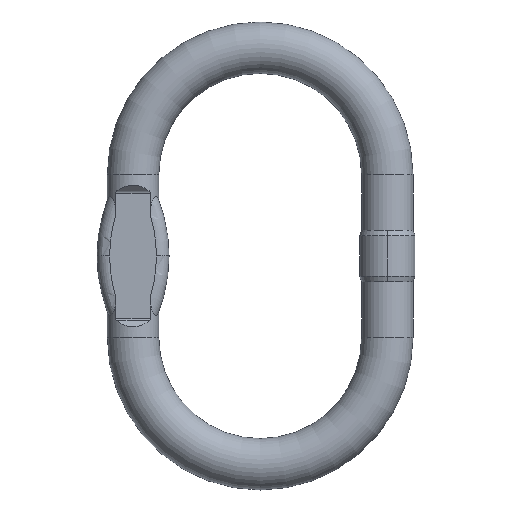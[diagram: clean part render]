
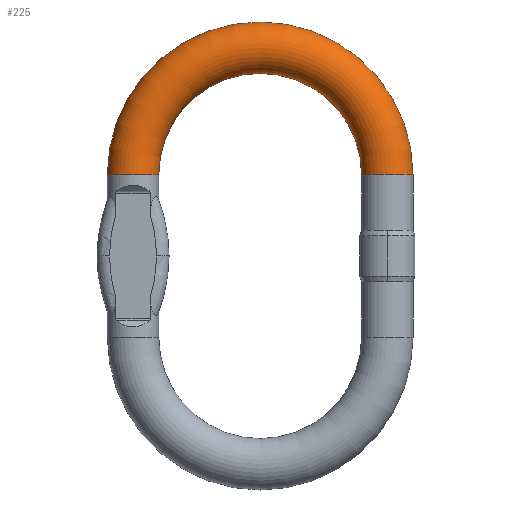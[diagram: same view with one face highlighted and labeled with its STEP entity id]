
A CAD part, top view. The second image highlights one B-rep face of the part: STEP entity #225.
In plain terms, the highlighted toroidal (fillet/blend) face has major radius 47 mm and minor radius 9.5 mm.
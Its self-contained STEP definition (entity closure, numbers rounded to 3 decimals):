
#225=ADVANCED_FACE('',(#596),#597,.T.);
#596=FACE_OUTER_BOUND('',#1104,.T.);
#597=TOROIDAL_SURFACE('',#1105,47.0,9.5);
#1104=EDGE_LOOP('',(#1874,#1875,#1876,#1877));
#1105=AXIS2_PLACEMENT_3D('',#1878,#1879,#1880);
#1874=ORIENTED_EDGE('',*,*,#3263,.T.);
#1875=ORIENTED_EDGE('',*,*,#3328,.F.);
#1876=ORIENTED_EDGE('',*,*,#3265,.T.);
#1877=ORIENTED_EDGE('',*,*,#3314,.T.);
#1878=CARTESIAN_POINT('',(0.,30.0,0.0));
#1879=DIRECTION('',(0.0,0.0,1.0));
#1880=DIRECTION('',(1.0,0.0,0.0));
#3263=EDGE_CURVE('',#3858,#3859,#3860,.T.);
#3265=EDGE_CURVE('',#3863,#3861,#3864,.T.);
#3314=EDGE_CURVE('',#3861,#3858,#3942,.T.);
#3328=EDGE_CURVE('',#3863,#3859,#3961,.T.);
#3858=VERTEX_POINT('',#4729);
#3859=VERTEX_POINT('',#4730);
#3860=CIRCLE('',#4731,56.5);
#3861=VERTEX_POINT('',#4732);
#3863=VERTEX_POINT('',#4734);
#3864=CIRCLE('',#4735,37.5);
#3942=CIRCLE('',#4879,9.5);
#3961=CIRCLE('',#4922,9.5);
#4729=CARTESIAN_POINT('',(56.5,30.0,0.));
#4730=CARTESIAN_POINT('',(-56.5,30.,0.));
#4731=AXIS2_PLACEMENT_3D('',#6644,#6645,#6646);
#4732=CARTESIAN_POINT('',(37.5,30.0,0.0));
#4734=CARTESIAN_POINT('',(-37.5,30.,0.0));
#4735=AXIS2_PLACEMENT_3D('',#6650,#6651,#6652);
#4879=AXIS2_PLACEMENT_3D('',#6723,#6724,#6725);
#4922=AXIS2_PLACEMENT_3D('',#6741,#6742,#6743);
#6644=CARTESIAN_POINT('',(0.,30.0,0.));
#6645=DIRECTION('',(0.0,0.0,1.0));
#6646=DIRECTION('',(1.0,0.0,0.0));
#6650=CARTESIAN_POINT('',(0.,30.0,0.));
#6651=DIRECTION('',(0.0,0.0,-1.0));
#6652=DIRECTION('',(1.0,0.0,0.0));
#6723=CARTESIAN_POINT('',(47.,30.0,0.0));
#6724=DIRECTION('',(0.,1.0,0.0));
#6725=DIRECTION('',(-1.0,0.,0.0));
#6741=CARTESIAN_POINT('',(-47.,30.,0.0));
#6742=DIRECTION('',(0.,-1.0,0.0));
#6743=DIRECTION('',(1.0,0.,0.0));
